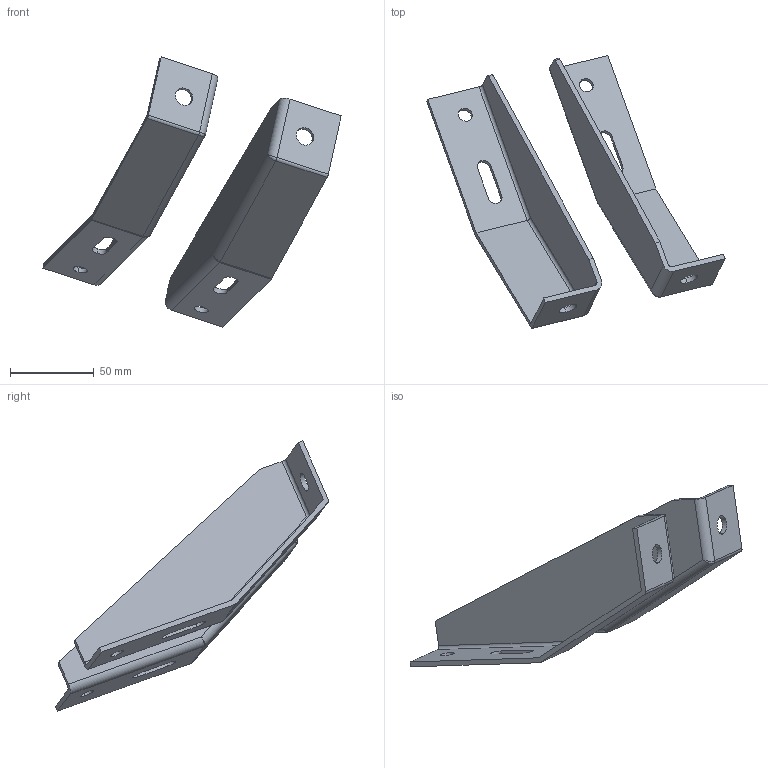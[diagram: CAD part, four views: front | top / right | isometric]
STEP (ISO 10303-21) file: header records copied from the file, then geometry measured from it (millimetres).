
FILE_DESCRIPTION (( 'STEP AP203' ), '1' );
FILE_NAME ('5.51.P.STEP', '2014-05-20T06:12:26', ( 'USER' ), ( 'Microsoft' ), 'SwSTEP 2.0', 'SolidWorks 2012', '' );
FILE_SCHEMA (( 'CONFIG_CONTROL_DESIGN' ));
Length unit declared in the file: millimetre
Products named in the file (3): 5.51.R; 5.51.L; 5.51.P
Assembly tree (2 placements, depth 2):
  5.51.P
    5.51.R
    5.51.L
Bounding box: 178.03 x 162.92 x 161.21 mm (x, y, z)
Volume: 86284.3 mm3; surface area: 61204 mm2
Topology: 2 solids, 2 shells, 63 faces, 165 edges, 102 vertices
Faces by surface type: cylinder 31, plane 28, bspline 4
Entity records: 2346 total; most frequent: CARTESIAN_POINT 507, DIRECTION 323, ORIENTED_EDGE 322, EDGE_CURVE 161, AXIS2_PLACEMENT_3D 110, VECTOR 103, LINE 103, VERTEX_POINT 102
